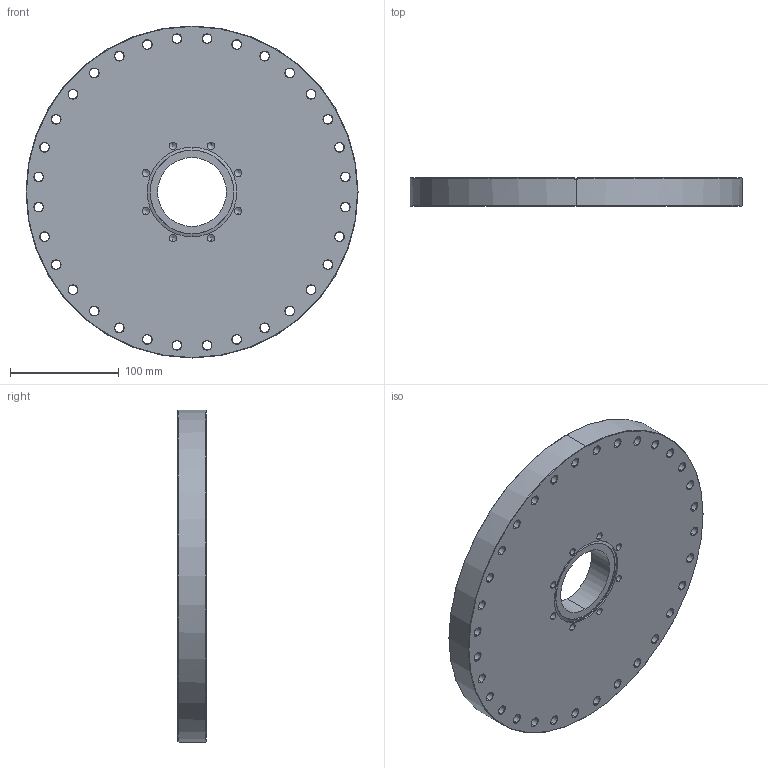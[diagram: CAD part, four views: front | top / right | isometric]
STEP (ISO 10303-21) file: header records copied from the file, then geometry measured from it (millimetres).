
FILE_DESCRIPTION (( 'STEP AP214' ), '1' );
FILE_NAME ('Hositrad_CFA250-64D.STEP', '2014-04-07T15:30:29', ( '' ), ( '' ), 'SwSTEP 2.0', 'SolidWorks 2014', '' );
FILE_SCHEMA (( 'AUTOMOTIVE_DESIGN' ));
Length unit declared in the file: millimetre
Products named in the file (1): Hositrad_CFA250-64D
Bounding box: 306 x 26 x 306 mm (x, y, z)
Volume: 1702925.8 mm3; surface area: 194267.4 mm2
Topology: 1 solids, 1 shells, 255 faces, 602 edges, 342 vertices
Faces by surface type: cone 156, cylinder 88, plane 11
Entity records: 7346 total; most frequent: DIRECTION 1418, CARTESIAN_POINT 1196, ORIENTED_EDGE 1172, EDGE_CURVE 586, AXIS2_PLACEMENT_3D 580, VERTEX_POINT 342, EDGE_LOOP 330, CIRCLE 324
